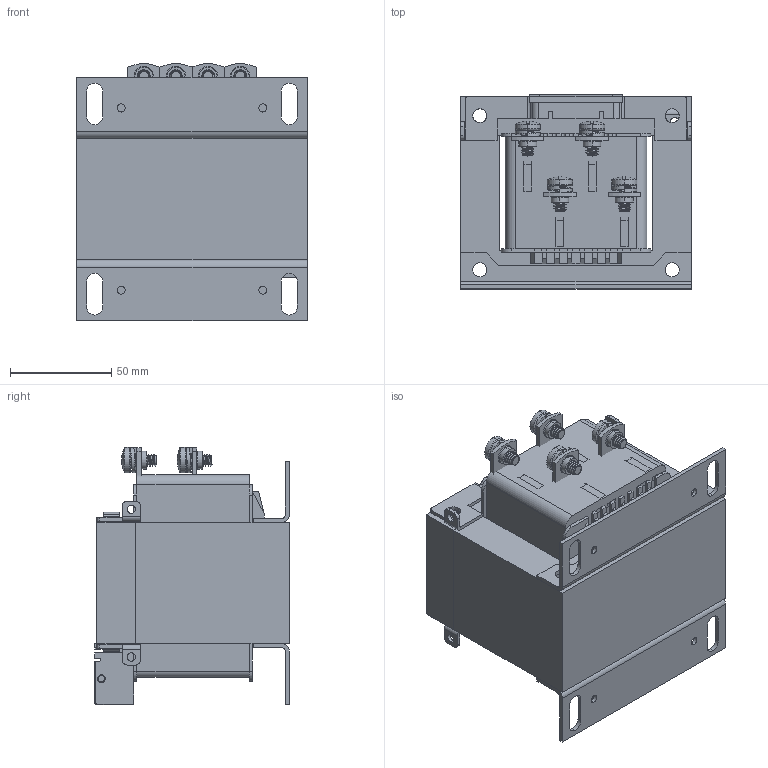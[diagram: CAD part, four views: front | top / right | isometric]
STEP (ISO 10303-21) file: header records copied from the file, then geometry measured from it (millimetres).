
FILE_DESCRIPTION (( 'STEP AP214' ), '1' );
FILE_NAME ('SP500PR.step', '2019-03-27T13:34:48', ( '' ), ( '' ), 'SwSTEP 2.0', 'SolidWorks 2018', '' );
FILE_SCHEMA (( 'AUTOMOTIVE_DESIGN' ));
Length unit declared in the file: inch
Products named in the file (1): SP500PR
Bounding box: 114 x 96.04 x 126.98 mm (x, y, z)
Volume: 826675.1 mm3; surface area: 174671.5 mm2
Topology: 37 solids, 37 shells, 2386 faces, 6545 edges, 4198 vertices
Faces by surface type: plane 1356, cylinder 796, bspline 206, cone 28
Entity records: 103959 total; most frequent: CARTESIAN_POINT 45556, ORIENTED_EDGE 13026, DIRECTION 10791, EDGE_CURVE 6513, LINE 4221, VECTOR 4221, VERTEX_POINT 4198, AXIS2_PLACEMENT_3D 3285
